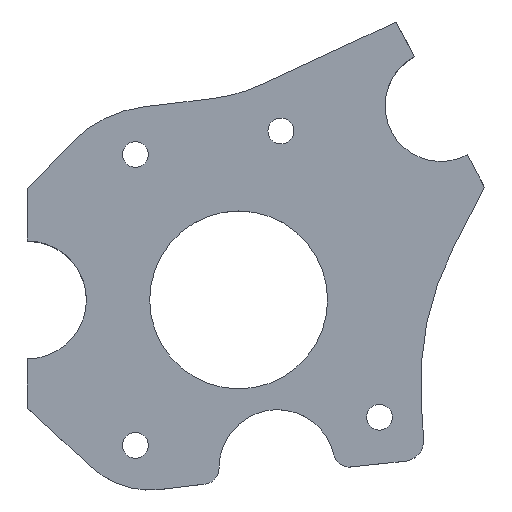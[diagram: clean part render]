
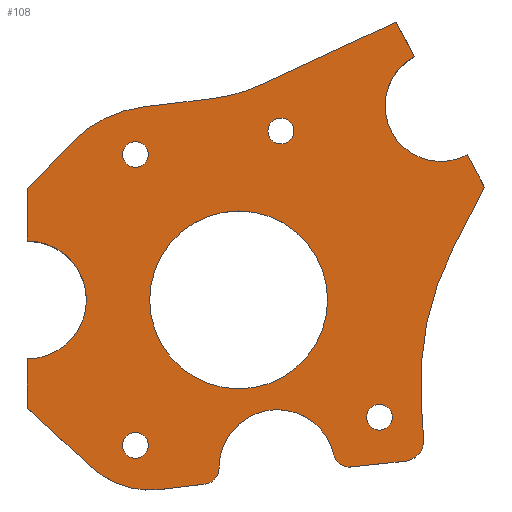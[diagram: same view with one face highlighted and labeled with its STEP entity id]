
A CAD part, top view. The second image highlights one B-rep face of the part: STEP entity #108.
In plain terms, the highlighted planar face has unit normal (0, 0, 1).
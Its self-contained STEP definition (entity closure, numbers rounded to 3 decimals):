
#40 = VERTEX_POINT('',#41);
#41 = CARTESIAN_POINT('',(-35.413,33.647,-11.2));
#58 = VERTEX_POINT('',#59);
#59 = CARTESIAN_POINT('',(-45.,23.805,-11.2));
#65 = EDGE_CURVE('',#40,#58,#66,.T.);
#66 = LINE('',#67,#68);
#67 = CARTESIAN_POINT('',(-35.413,33.647,-11.2));
#68 = VECTOR('',#69,1.);
#69 = DIRECTION('',(-0.698,-0.716,0.)
  );
#90 = VERTEX_POINT('',#91);
#91 = CARTESIAN_POINT('',(-20.246,41.148,-11.2));
#97 = EDGE_CURVE('',#40,#90,#98,.T.);
#98 = CIRCLE('',#99,25.426);
#99 = AXIS2_PLACEMENT_3D('',#100,#101,#102);
#100 = CARTESIAN_POINT('',(-17.199,15.905,-11.2));
#101 = DIRECTION('',(0.,0.,-1.));
#102 = DIRECTION('',(1.,0.,0.));
#108 = ADVANCED_FACE('',(#109,#280,#291,#302,#313,#324),#335,.T.);
#109 = FACE_BOUND('',#110,.T.);
#110 = EDGE_LOOP('',(#111,#112,#120,#129,#137,#145,#154,#162,#171,#180,
    #189,#197,#206,#214,#223,#231,#239,#248,#256,#264,#273,#279));
#111 = ORIENTED_EDGE('',*,*,#65,.T.);
#112 = ORIENTED_EDGE('',*,*,#113,.T.);
#113 = EDGE_CURVE('',#58,#114,#116,.T.);
#114 = VERTEX_POINT('',#115);
#115 = CARTESIAN_POINT('',(-45.,12.55,-11.2));
#116 = LINE('',#117,#118);
#117 = CARTESIAN_POINT('',(-45.,23.805,-11.2));
#118 = VECTOR('',#119,1.);
#119 = DIRECTION('',(0.,-1.,0.));
#120 = ORIENTED_EDGE('',*,*,#121,.T.);
#121 = EDGE_CURVE('',#114,#122,#124,.T.);
#122 = VERTEX_POINT('',#123);
#123 = CARTESIAN_POINT('',(-45.,-12.55,-11.2));
#124 = CIRCLE('',#125,12.55);
#125 = AXIS2_PLACEMENT_3D('',#126,#127,#128);
#126 = CARTESIAN_POINT('',(-45.,0.,-11.2));
#127 = DIRECTION('',(0.,0.,-1.));
#128 = DIRECTION('',(1.,0.,0.));
#129 = ORIENTED_EDGE('',*,*,#130,.T.);
#130 = EDGE_CURVE('',#122,#131,#133,.T.);
#131 = VERTEX_POINT('',#132);
#132 = CARTESIAN_POINT('',(-45.,-23.071,-11.2));
#133 = LINE('',#134,#135);
#134 = CARTESIAN_POINT('',(-45.,-12.55,-11.2));
#135 = VECTOR('',#136,1.);
#136 = DIRECTION('',(0.,-1.,0.));
#137 = ORIENTED_EDGE('',*,*,#138,.T.);
#138 = EDGE_CURVE('',#131,#139,#141,.T.);
#139 = VERTEX_POINT('',#140);
#140 = CARTESIAN_POINT('',(-31.402,-35.634,-11.2));
#141 = LINE('',#142,#143);
#142 = CARTESIAN_POINT('',(-45.,-23.071,-11.2));
#143 = VECTOR('',#144,1.);
#144 = DIRECTION('',(0.734,-0.679,0.)
  );
#145 = ORIENTED_EDGE('',*,*,#146,.F.);
#146 = EDGE_CURVE('',#147,#139,#149,.T.);
#147 = VERTEX_POINT('',#148);
#148 = CARTESIAN_POINT('',(-16.702,-40.397,-11.2));
#149 = CIRCLE('',#150,18.432);
#150 = AXIS2_PLACEMENT_3D('',#151,#152,#153);
#151 = CARTESIAN_POINT('',(-18.894,-22.096,-11.2));
#152 = DIRECTION('',(0.,0.,-1.));
#153 = DIRECTION('',(1.,0.,0.));
#154 = ORIENTED_EDGE('',*,*,#155,.T.);
#155 = EDGE_CURVE('',#147,#156,#158,.T.);
#156 = VERTEX_POINT('',#157);
#157 = CARTESIAN_POINT('',(-7.169,-39.256,-11.2));
#158 = LINE('',#159,#160);
#159 = CARTESIAN_POINT('',(-16.702,-40.397,-11.2));
#160 = VECTOR('',#161,1.);
#161 = DIRECTION('',(0.993,0.119,0.)
  );
#162 = ORIENTED_EDGE('',*,*,#163,.F.);
#163 = EDGE_CURVE('',#164,#156,#166,.T.);
#164 = VERTEX_POINT('',#165);
#165 = CARTESIAN_POINT('',(-4.17,-35.854,-11.2));
#166 = CIRCLE('',#167,3.404);
#167 = AXIS2_PLACEMENT_3D('',#168,#169,#170);
#168 = CARTESIAN_POINT('',(-7.574,-35.875,-11.2));
#169 = DIRECTION('',(0.,0.,-1.));
#170 = DIRECTION('',(1.,0.,0.));
#171 = ORIENTED_EDGE('',*,*,#172,.T.);
#172 = EDGE_CURVE('',#164,#173,#175,.T.);
#173 = VERTEX_POINT('',#174);
#174 = CARTESIAN_POINT('',(20.301,-33.032,-11.2));
#175 = CIRCLE('',#176,12.389);
#176 = AXIS2_PLACEMENT_3D('',#177,#178,#179);
#177 = CARTESIAN_POINT('',(8.219,-35.775,-11.2));
#178 = DIRECTION('',(0.,0.,-1.));
#179 = DIRECTION('',(1.,0.,0.));
#180 = ORIENTED_EDGE('',*,*,#181,.F.);
#181 = EDGE_CURVE('',#182,#173,#184,.T.);
#182 = VERTEX_POINT('',#183);
#183 = CARTESIAN_POINT('',(23.89,-35.6,-11.2));
#184 = CIRCLE('',#185,3.322);
#185 = AXIS2_PLACEMENT_3D('',#186,#187,#188);
#186 = CARTESIAN_POINT('',(23.54,-32.297,-11.2));
#187 = DIRECTION('',(0.,0.,-1.));
#188 = DIRECTION('',(1.,0.,0.));
#189 = ORIENTED_EDGE('',*,*,#190,.T.);
#190 = EDGE_CURVE('',#182,#191,#193,.T.);
#191 = VERTEX_POINT('',#192);
#192 = CARTESIAN_POINT('',(35.036,-34.422,-11.2));
#193 = LINE('',#194,#195);
#194 = CARTESIAN_POINT('',(23.89,-35.6,-11.2));
#195 = VECTOR('',#196,1.);
#196 = DIRECTION('',(0.994,0.105,0.)
  );
#197 = ORIENTED_EDGE('',*,*,#198,.F.);
#198 = EDGE_CURVE('',#199,#191,#201,.T.);
#199 = VERTEX_POINT('',#200);
#200 = CARTESIAN_POINT('',(39.42,-29.693,-11.2));
#201 = CIRCLE('',#202,4.442);
#202 = AXIS2_PLACEMENT_3D('',#203,#204,#205);
#203 = CARTESIAN_POINT('',(34.988,-29.98,-11.2));
#204 = DIRECTION('',(0.,0.,-1.));
#205 = DIRECTION('',(1.,0.,0.));
#206 = ORIENTED_EDGE('',*,*,#207,.T.);
#207 = EDGE_CURVE('',#199,#208,#210,.T.);
#208 = VERTEX_POINT('',#209);
#209 = CARTESIAN_POINT('',(38.911,-21.834,-11.2));
#210 = LINE('',#211,#212);
#211 = CARTESIAN_POINT('',(39.42,-29.693,-11.2));
#212 = VECTOR('',#213,1.);
#213 = DIRECTION('',(-0.065,0.998,
    0.));
#214 = ORIENTED_EDGE('',*,*,#215,.T.);
#215 = EDGE_CURVE('',#208,#216,#218,.T.);
#216 = VERTEX_POINT('',#217);
#217 = CARTESIAN_POINT('',(45.759,11.129,-11.2));
#218 = CIRCLE('',#219,63.207);
#219 = AXIS2_PLACEMENT_3D('',#220,#221,#222);
#220 = CARTESIAN_POINT('',(101.985,-17.745,-11.2));
#221 = DIRECTION('',(0.,0.,-1.));
#222 = DIRECTION('',(1.,0.,0.));
#223 = ORIENTED_EDGE('',*,*,#224,.T.);
#224 = EDGE_CURVE('',#216,#225,#227,.T.);
#225 = VERTEX_POINT('',#226);
#226 = CARTESIAN_POINT('',(52.396,24.054,-11.2));
#227 = LINE('',#228,#229);
#228 = CARTESIAN_POINT('',(45.759,11.129,-11.2));
#229 = VECTOR('',#230,1.);
#230 = DIRECTION('',(0.457,0.89,0.));
#231 = ORIENTED_EDGE('',*,*,#232,.T.);
#232 = EDGE_CURVE('',#225,#233,#235,.T.);
#233 = VERTEX_POINT('',#234);
#234 = CARTESIAN_POINT('',(48.721,30.911,-11.2));
#235 = LINE('',#236,#237);
#236 = CARTESIAN_POINT('',(52.396,24.054,-11.2));
#237 = VECTOR('',#238,1.);
#238 = DIRECTION('',(-0.472,0.881,0.)
  );
#239 = ORIENTED_EDGE('',*,*,#240,.T.);
#240 = EDGE_CURVE('',#233,#241,#243,.T.);
#241 = VERTEX_POINT('',#242);
#242 = CARTESIAN_POINT('',(37.479,51.889,-11.2));
#243 = CIRCLE('',#244,11.9);
#244 = AXIS2_PLACEMENT_3D('',#245,#246,#247);
#245 = CARTESIAN_POINT('',(43.1,41.4,-11.2));
#246 = DIRECTION('',(0.,0.,-1.));
#247 = DIRECTION('',(1.,0.,0.));
#248 = ORIENTED_EDGE('',*,*,#249,.T.);
#249 = EDGE_CURVE('',#241,#250,#252,.T.);
#250 = VERTEX_POINT('',#251);
#251 = CARTESIAN_POINT('',(33.545,59.229,-11.2));
#252 = LINE('',#253,#254);
#253 = CARTESIAN_POINT('',(37.479,51.889,-11.2));
#254 = VECTOR('',#255,1.);
#255 = DIRECTION('',(-0.472,0.881,0.)
  );
#256 = ORIENTED_EDGE('',*,*,#257,.T.);
#257 = EDGE_CURVE('',#250,#258,#260,.T.);
#258 = VERTEX_POINT('',#259);
#259 = CARTESIAN_POINT('',(5.147,45.991,-11.2));
#260 = LINE('',#261,#262);
#261 = CARTESIAN_POINT('',(33.545,59.229,-11.2));
#262 = VECTOR('',#263,1.);
#263 = DIRECTION('',(-0.906,-0.423,0.)
  );
#264 = ORIENTED_EDGE('',*,*,#265,.T.);
#265 = EDGE_CURVE('',#258,#266,#268,.T.);
#266 = VERTEX_POINT('',#267);
#267 = CARTESIAN_POINT('',(-5.638,42.911,-11.2));
#268 = CIRCLE('',#269,35.626);
#269 = AXIS2_PLACEMENT_3D('',#270,#271,#272);
#270 = CARTESIAN_POINT('',(-9.906,78.281,-11.2));
#271 = DIRECTION('',(0.,0.,-1.));
#272 = DIRECTION('',(1.,0.,0.));
#273 = ORIENTED_EDGE('',*,*,#274,.T.);
#274 = EDGE_CURVE('',#266,#90,#275,.T.);
#275 = LINE('',#276,#277);
#276 = CARTESIAN_POINT('',(-5.638,42.911,-11.2));
#277 = VECTOR('',#278,1.);
#278 = DIRECTION('',(-0.993,-0.12,0.)
  );
#279 = ORIENTED_EDGE('',*,*,#97,.F.);
#280 = FACE_BOUND('',#281,.T.);
#281 = EDGE_LOOP('',(#282));
#282 = ORIENTED_EDGE('',*,*,#283,.T.);
#283 = EDGE_CURVE('',#284,#284,#286,.T.);
#284 = VERTEX_POINT('',#285);
#285 = CARTESIAN_POINT('',(18.95,0.,-11.2));
#286 = CIRCLE('',#287,18.95);
#287 = AXIS2_PLACEMENT_3D('',#288,#289,#290);
#288 = CARTESIAN_POINT('',(0.,0.,-11.2));
#289 = DIRECTION('',(0.,0.,-1.));
#290 = DIRECTION('',(1.,0.,0.));
#291 = FACE_BOUND('',#292,.T.);
#292 = EDGE_LOOP('',(#293));
#293 = ORIENTED_EDGE('',*,*,#294,.T.);
#294 = EDGE_CURVE('',#295,#295,#297,.T.);
#295 = VERTEX_POINT('',#296);
#296 = CARTESIAN_POINT('',(11.75,36.,-11.2));
#297 = CIRCLE('',#298,2.75);
#298 = AXIS2_PLACEMENT_3D('',#299,#300,#301);
#299 = CARTESIAN_POINT('',(9.,36.,-11.2));
#300 = DIRECTION('',(0.,0.,-1.));
#301 = DIRECTION('',(1.,0.,0.));
#302 = FACE_BOUND('',#303,.T.);
#303 = EDGE_LOOP('',(#304));
#304 = ORIENTED_EDGE('',*,*,#305,.T.);
#305 = EDGE_CURVE('',#306,#306,#308,.T.);
#306 = VERTEX_POINT('',#307);
#307 = CARTESIAN_POINT('',(32.75,-25.,-11.2));
#308 = CIRCLE('',#309,2.75);
#309 = AXIS2_PLACEMENT_3D('',#310,#311,#312);
#310 = CARTESIAN_POINT('',(30.,-25.,-11.2));
#311 = DIRECTION('',(0.,0.,-1.));
#312 = DIRECTION('',(1.,0.,0.));
#313 = FACE_BOUND('',#314,.T.);
#314 = EDGE_LOOP('',(#315));
#315 = ORIENTED_EDGE('',*,*,#316,.T.);
#316 = EDGE_CURVE('',#317,#317,#319,.T.);
#317 = VERTEX_POINT('',#318);
#318 = CARTESIAN_POINT('',(-19.25,-31.,-11.2));
#319 = CIRCLE('',#320,2.75);
#320 = AXIS2_PLACEMENT_3D('',#321,#322,#323);
#321 = CARTESIAN_POINT('',(-22.,-31.,-11.2));
#322 = DIRECTION('',(0.,0.,-1.));
#323 = DIRECTION('',(1.,0.,0.));
#324 = FACE_BOUND('',#325,.T.);
#325 = EDGE_LOOP('',(#326));
#326 = ORIENTED_EDGE('',*,*,#327,.T.);
#327 = EDGE_CURVE('',#328,#328,#330,.T.);
#328 = VERTEX_POINT('',#329);
#329 = CARTESIAN_POINT('',(-19.25,31.,-11.2));
#330 = CIRCLE('',#331,2.75);
#331 = AXIS2_PLACEMENT_3D('',#332,#333,#334);
#332 = CARTESIAN_POINT('',(-22.,31.,-11.2));
#333 = DIRECTION('',(0.,0.,-1.));
#334 = DIRECTION('',(1.,0.,0.));
#335 = PLANE('',#336);
#336 = AXIS2_PLACEMENT_3D('',#337,#338,#339);
#337 = CARTESIAN_POINT('',(2.038,4.647,-11.2));
#338 = DIRECTION('',(0.,0.,1.));
#339 = DIRECTION('',(1.,0.,0.));
